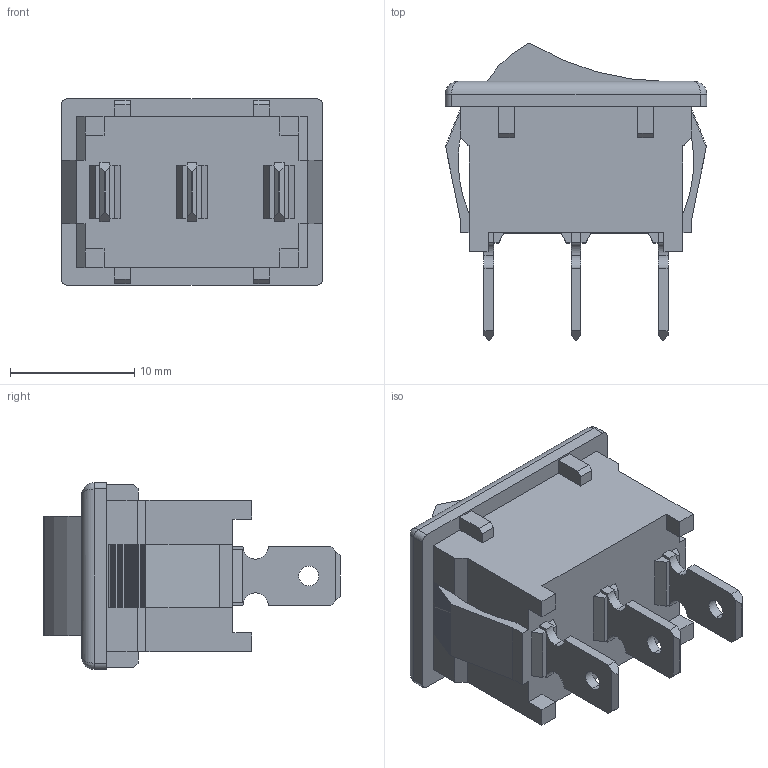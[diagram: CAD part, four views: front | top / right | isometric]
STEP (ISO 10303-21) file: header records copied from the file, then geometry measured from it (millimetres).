
FILE_DESCRIPTION (( 'STEP AP214' ), '1' );
FILE_NAME ('SRDEFAU01111557353406.step', '2006-01-11T20:57:36', ( 'sysAdmin' ), ( 'SolidWorks' ), 'SwSTEP 2.0', 'SolidWorks 2005254', '' );
FILE_SCHEMA (( 'AUTOMOTIVE_DESIGN' ));
Length unit declared in the file: inch
Products named in the file (1): SRDEFAU01111557353406
Bounding box: 21.01 x 23.84 x 15.01 mm (x, y, z)
Volume: 3153.9 mm3; surface area: 1884.8 mm2
Topology: 1 solids, 1 shells, 230 faces, 669 edges, 438 vertices
Faces by surface type: plane 196, cylinder 30, bspline 4
Entity records: 9154 total; most frequent: CARTESIAN_POINT 2342, ORIENTED_EDGE 1330, DIRECTION 1163, EDGE_CURVE 665, VECTOR 605, LINE 605, VERTEX_POINT 438, AXIS2_PLACEMENT_3D 279
